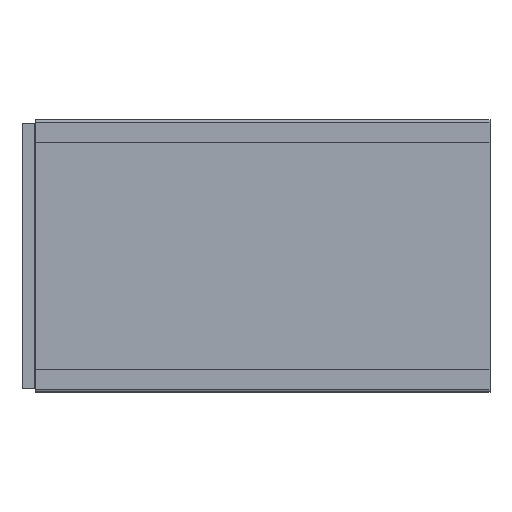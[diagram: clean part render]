
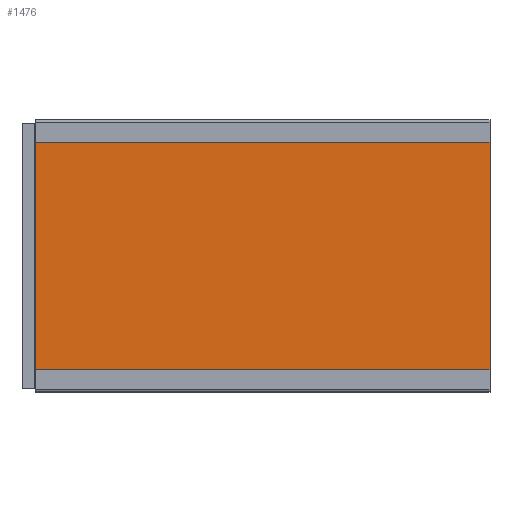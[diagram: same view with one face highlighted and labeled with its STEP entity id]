
A CAD part, top view. The second image highlights one B-rep face of the part: STEP entity #1476.
In plain terms, the highlighted planar face has unit normal (0, 0, 1).
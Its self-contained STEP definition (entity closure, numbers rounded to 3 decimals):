
#1356=CARTESIAN_POINT('',(-250.,-125.0,0.0));
#1357=VERTEX_POINT('',#1356);
#1364=CARTESIAN_POINT('',(-250.,125.0,0.0));
#1365=VERTEX_POINT('',#1364);
#1366=CARTESIAN_POINT('',(-250.,-125.0,0.0));
#1367=DIRECTION('',(0.0,1.0,0.0));
#1368=VECTOR('',#1367,250.0);
#1369=LINE('',#1366,#1368);
#1370=EDGE_CURVE('',#1357,#1365,#1369,.T.);
#1394=CARTESIAN_POINT('',(250.,-125.0,0.0));
#1395=VERTEX_POINT('',#1394);
#1402=CARTESIAN_POINT('',(250.,-125.0,0.0));
#1403=DIRECTION('',(-1.0,0.0,0.0));
#1404=VECTOR('',#1403,500.);
#1405=LINE('',#1402,#1404);
#1406=EDGE_CURVE('',#1395,#1357,#1405,.T.);
#1425=CARTESIAN_POINT('',(250.,125.0,0.0));
#1426=VERTEX_POINT('',#1425);
#1433=CARTESIAN_POINT('',(250.,125.0,0.0));
#1434=DIRECTION('',(0.0,-1.0,0.0));
#1435=VECTOR('',#1434,250.0);
#1436=LINE('',#1433,#1435);
#1437=EDGE_CURVE('',#1426,#1395,#1436,.T.);
#1455=CARTESIAN_POINT('',(-250.,125.0,0.0));
#1456=DIRECTION('',(1.0,0.0,0.0));
#1457=VECTOR('',#1456,500.);
#1458=LINE('',#1455,#1457);
#1459=EDGE_CURVE('',#1365,#1426,#1458,.T.);
#1465=CARTESIAN_POINT('',(0.0,0.0,0.0));
#1466=DIRECTION('',(0.0,0.0,1.0));
#1467=DIRECTION('',(1.0,0.0,0.0));
#1468=AXIS2_PLACEMENT_3D('',#1465,#1466,#1467);
#1469=PLANE('',#1468);
#1470=ORIENTED_EDGE('',*,*,#1459,.F.);
#1471=ORIENTED_EDGE('',*,*,#1370,.F.);
#1472=ORIENTED_EDGE('',*,*,#1406,.F.);
#1473=ORIENTED_EDGE('',*,*,#1437,.F.);
#1474=EDGE_LOOP('',(#1470,#1471,#1472,#1473));
#1475=FACE_OUTER_BOUND('',#1474,.T.);
#1476=ADVANCED_FACE('',(#1475),#1469,.T.);
